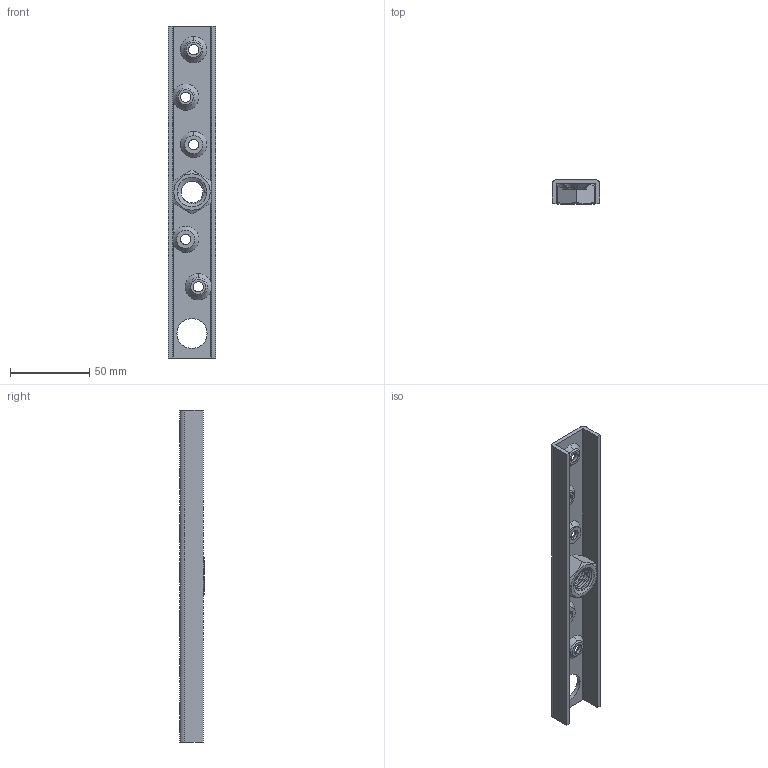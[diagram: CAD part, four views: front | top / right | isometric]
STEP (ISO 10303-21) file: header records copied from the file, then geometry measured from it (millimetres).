
FILE_DESCRIPTION (( 'STEP AP203' ), '1' );
FILE_NAME ('1.24.F00.STEP', '2019-05-28T10:53:32', ( '' ), ( '' ), 'SwSTEP 2.0', 'SolidWorks 2018', '' );
FILE_SCHEMA (( 'CONFIG_CONTROL_DESIGN' ));
Length unit declared in the file: millimetre
Products named in the file (1): 1.24.F00
Bounding box: 30 x 15.5 x 210 mm (x, y, z)
Volume: 31150.7 mm3; surface area: 26067.4 mm2
Topology: 2 solids, 2 shells, 109 faces, 273 edges, 170 vertices
Faces by surface type: cylinder 39, cone 34, plane 23, torus 10, bspline 3
Entity records: 6784 total; most frequent: CARTESIAN_POINT 4110, DIRECTION 549, ORIENTED_EDGE 546, EDGE_CURVE 273, AXIS2_PLACEMENT_3D 222, VERTEX_POINT 170, EDGE_LOOP 127, CIRCLE 115
